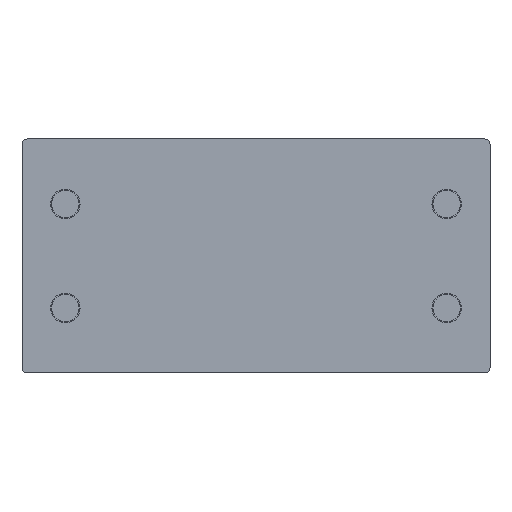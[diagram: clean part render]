
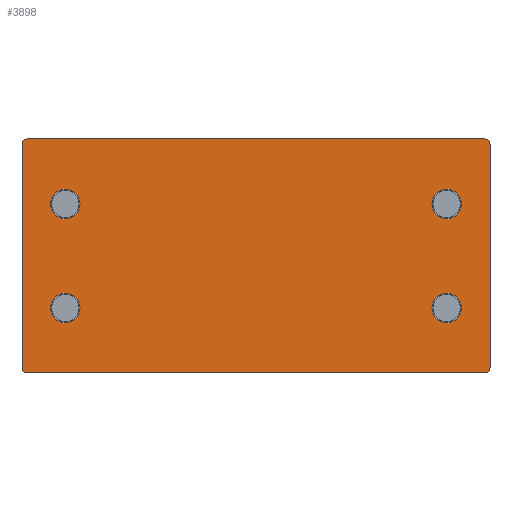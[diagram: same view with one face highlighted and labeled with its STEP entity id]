
A CAD part, front view. The second image highlights one B-rep face of the part: STEP entity #3898.
In plain terms, the highlighted planar face has unit normal (0, -1, 0).
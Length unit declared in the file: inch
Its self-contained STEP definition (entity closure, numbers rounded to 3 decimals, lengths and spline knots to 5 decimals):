
#110 = EDGE_LOOP ( 'NONE', ( #1195, #1740 ) ) ;
#131 = CARTESIAN_POINT ( 'NONE',  ( -5.19685, 0., 2.53937 ) ) ;
#196 = VERTEX_POINT ( 'NONE', #2107 ) ;
#310 = ORIENTED_EDGE ( 'NONE', *, *, #2796, .T. ) ;
#317 = CARTESIAN_POINT ( 'NONE',  ( -4.33071, 0., 1.1811 ) ) ;
#332 = ORIENTED_EDGE ( 'NONE', *, *, #2879, .T. ) ;
#359 = AXIS2_PLACEMENT_3D ( 'NONE', #5576, #6571, #3341 ) ;
#458 = VERTEX_POINT ( 'NONE', #2932 ) ;
#644 = CIRCLE ( 'NONE', #6831, 0.33465 ) ;
#666 = DIRECTION ( 'NONE',  ( 0., 1., 0. ) ) ;
#691 = VERTEX_POINT ( 'NONE', #2356 ) ;
#701 = PLANE ( 'NONE',  #5652 ) ;
#719 = DIRECTION ( 'NONE',  ( 0., 0., 1. ) ) ;
#724 = DIRECTION ( 'NONE',  ( 0., 0., -1. ) ) ;
#798 = AXIS2_PLACEMENT_3D ( 'NONE', #5415, #2179, #5938 ) ;
#840 = AXIS2_PLACEMENT_3D ( 'NONE', #1274, #2303, #6589 ) ;
#854 = DIRECTION ( 'NONE',  ( 0., 1., 0. ) ) ;
#861 = EDGE_LOOP ( 'NONE', ( #5555, #3105 ) ) ;
#876 = CARTESIAN_POINT ( 'NONE',  ( -5.31496, 0., 2.65748 ) ) ;
#884 = EDGE_CURVE ( 'NONE', #196, #2144, #3657, .T. ) ;
#898 = DIRECTION ( 'NONE',  ( 1., 0., 0. ) ) ;
#905 = FACE_BOUND ( 'NONE', #861, .T. ) ;
#906 = CARTESIAN_POINT ( 'NONE',  ( 5.19685, 0., 2.65748 ) ) ;
#1041 = CARTESIAN_POINT ( 'NONE',  ( -4.33071, 0., -1.1811 ) ) ;
#1078 = FACE_BOUND ( 'NONE', #110, .T. ) ;
#1091 = CARTESIAN_POINT ( 'NONE',  ( 4.33071, 0., -1.51575 ) ) ;
#1162 = FACE_BOUND ( 'NONE', #4453, .T. ) ;
#1181 = EDGE_CURVE ( 'NONE', #3262, #6798, #4058, .T. ) ;
#1195 = ORIENTED_EDGE ( 'NONE', *, *, #4491, .T. ) ;
#1206 = DIRECTION ( 'NONE',  ( 0., 0., -1. ) ) ;
#1243 = DIRECTION ( 'NONE',  ( 0., -1., 0. ) ) ;
#1274 = CARTESIAN_POINT ( 'NONE',  ( 4.33071, 0., 1.1811 ) ) ;
#1275 = EDGE_CURVE ( 'NONE', #5835, #2175, #4838, .T. ) ;
#1292 = AXIS2_PLACEMENT_3D ( 'NONE', #1654, #6511, #3794 ) ;
#1302 = AXIS2_PLACEMENT_3D ( 'NONE', #2643, #6422, #5278 ) ;
#1317 = EDGE_CURVE ( 'NONE', #2175, #5835, #2301, .T. ) ;
#1429 = VECTOR ( 'NONE', #2023, 39.37008 ) ;
#1459 = CARTESIAN_POINT ( 'NONE',  ( 5.31496, 0., 2.65748 ) ) ;
#1539 = AXIS2_PLACEMENT_3D ( 'NONE', #1041, #4842, #6963 ) ;
#1568 = CIRCLE ( 'NONE', #5453, 0.11811 ) ;
#1580 = AXIS2_PLACEMENT_3D ( 'NONE', #6590, #666, #4444 ) ;
#1654 = CARTESIAN_POINT ( 'NONE',  ( 4.33071, 0., -1.1811 ) ) ;
#1655 = ORIENTED_EDGE ( 'NONE', *, *, #2960, .T. ) ;
#1740 = ORIENTED_EDGE ( 'NONE', *, *, #4194, .T. ) ;
#1763 = CIRCLE ( 'NONE', #1292, 0.33465 ) ;
#1817 = ORIENTED_EDGE ( 'NONE', *, *, #6129, .F. ) ;
#1953 = CARTESIAN_POINT ( 'NONE',  ( -5.31496, 0., -2.65748 ) ) ;
#2023 = DIRECTION ( 'NONE',  ( -1., 0., 0. ) ) ;
#2107 = CARTESIAN_POINT ( 'NONE',  ( 5.31496, 0., 2.53937 ) ) ;
#2144 = VERTEX_POINT ( 'NONE', #4154 ) ;
#2149 = VERTEX_POINT ( 'NONE', #906 ) ;
#2175 = VERTEX_POINT ( 'NONE', #4178 ) ;
#2179 = DIRECTION ( 'NONE',  ( 0., 1., 0. ) ) ;
#2253 = EDGE_LOOP ( 'NONE', ( #4241, #6048, #4448, #1655, #3220, #3668, #1817, #6280 ) ) ;
#2301 = CIRCLE ( 'NONE', #5644, 0.33465 ) ;
#2303 = DIRECTION ( 'NONE',  ( 0., 1., 0. ) ) ;
#2356 = CARTESIAN_POINT ( 'NONE',  ( -4.33071, 0., -0.84646 ) ) ;
#2374 = CARTESIAN_POINT ( 'NONE',  ( -4.33071, 0., -1.1811 ) ) ;
#2554 = EDGE_CURVE ( 'NONE', #6077, #2144, #6581, .T. ) ;
#2643 = CARTESIAN_POINT ( 'NONE',  ( 5.19685, 0., 2.53937 ) ) ;
#2659 = EDGE_LOOP ( 'NONE', ( #4612, #3925 ) ) ;
#2672 = VECTOR ( 'NONE', #719, 39.37008 ) ;
#2673 = CARTESIAN_POINT ( 'NONE',  ( -5.31496, 0., -2.53937 ) ) ;
#2694 = EDGE_CURVE ( 'NONE', #2769, #2149, #6834, .T. ) ;
#2769 = VERTEX_POINT ( 'NONE', #4602 ) ;
#2796 = EDGE_CURVE ( 'NONE', #2873, #5541, #1763, .T. ) ;
#2811 = AXIS2_PLACEMENT_3D ( 'NONE', #131, #4362, #6005 ) ;
#2873 = VERTEX_POINT ( 'NONE', #1091 ) ;
#2879 = EDGE_CURVE ( 'NONE', #5541, #2873, #3537, .T. ) ;
#2932 = CARTESIAN_POINT ( 'NONE',  ( -5.19685, 0., -2.65748 ) ) ;
#2959 = CARTESIAN_POINT ( 'NONE',  ( -5.19685, 0., -2.53937 ) ) ;
#2960 = EDGE_CURVE ( 'NONE', #2769, #3574, #3209, .T. ) ;
#2983 = CARTESIAN_POINT ( 'NONE',  ( 4.33071, 0., -0.84646 ) ) ;
#3105 = ORIENTED_EDGE ( 'NONE', *, *, #1275, .T. ) ;
#3209 = CIRCLE ( 'NONE', #2811, 0.11811 ) ;
#3214 = VECTOR ( 'NONE', #898, 39.37008 ) ;
#3220 = ORIENTED_EDGE ( 'NONE', *, *, #5536, .F. ) ;
#3262 = VERTEX_POINT ( 'NONE', #3638 ) ;
#3309 = VECTOR ( 'NONE', #5194, 39.37008 ) ;
#3341 = DIRECTION ( 'NONE',  ( 0., 0., 1. ) ) ;
#3401 = DIRECTION ( 'NONE',  ( 0., -1., 0. ) ) ;
#3411 = CARTESIAN_POINT ( 'NONE',  ( 5.19685, 0., -2.65748 ) ) ;
#3432 = FACE_OUTER_BOUND ( 'NONE', #2253, .T. ) ;
#3537 = CIRCLE ( 'NONE', #798, 0.33465 ) ;
#3574 = VERTEX_POINT ( 'NONE', #6257 ) ;
#3613 = EDGE_CURVE ( 'NONE', #196, #2149, #6230, .T. ) ;
#3627 = LINE ( 'NONE', #1953, #1429 ) ;
#3638 = CARTESIAN_POINT ( 'NONE',  ( 4.33071, 0., 0.84646 ) ) ;
#3657 = LINE ( 'NONE', #1459, #3309 ) ;
#3668 = ORIENTED_EDGE ( 'NONE', *, *, #5457, .T. ) ;
#3794 = DIRECTION ( 'NONE',  ( 0., 0., 1. ) ) ;
#3898 = ADVANCED_FACE ( 'NONE', ( #905, #1162, #4021, #1078, #3432 ), #701, .T. ) ;
#3925 = ORIENTED_EDGE ( 'NONE', *, *, #1181, .T. ) ;
#4021 = FACE_BOUND ( 'NONE', #2659, .T. ) ;
#4058 = CIRCLE ( 'NONE', #359, 0.33465 ) ;
#4154 = CARTESIAN_POINT ( 'NONE',  ( 5.31496, 0., -2.53937 ) ) ;
#4178 = CARTESIAN_POINT ( 'NONE',  ( -4.33071, 0., 1.51575 ) ) ;
#4190 = AXIS2_PLACEMENT_3D ( 'NONE', #6176, #3401, #724 ) ;
#4194 = EDGE_CURVE ( 'NONE', #4407, #691, #5724, .T. ) ;
#4241 = ORIENTED_EDGE ( 'NONE', *, *, #884, .F. ) ;
#4254 = CIRCLE ( 'NONE', #840, 0.33465 ) ;
#4352 = CARTESIAN_POINT ( 'NONE',  ( -4.33071, 0., 0.84646 ) ) ;
#4362 = DIRECTION ( 'NONE',  ( 0., -1., 0. ) ) ;
#4407 = VERTEX_POINT ( 'NONE', #4891 ) ;
#4444 = DIRECTION ( 'NONE',  ( 0., 0., 1. ) ) ;
#4448 = ORIENTED_EDGE ( 'NONE', *, *, #2694, .F. ) ;
#4453 = EDGE_LOOP ( 'NONE', ( #332, #310 ) ) ;
#4491 = EDGE_CURVE ( 'NONE', #691, #4407, #644, .T. ) ;
#4602 = CARTESIAN_POINT ( 'NONE',  ( -5.19685, 0., 2.65748 ) ) ;
#4608 = DIRECTION ( 'NONE',  ( 0., 0., 1. ) ) ;
#4612 = ORIENTED_EDGE ( 'NONE', *, *, #6493, .T. ) ;
#4838 = CIRCLE ( 'NONE', #1580, 0.33465 ) ;
#4842 = DIRECTION ( 'NONE',  ( 0., 1., 0. ) ) ;
#4891 = CARTESIAN_POINT ( 'NONE',  ( -4.33071, 0., -1.51575 ) ) ;
#5043 = DIRECTION ( 'NONE',  ( 0., 0., 1. ) ) ;
#5070 = DIRECTION ( 'NONE',  ( 0., 1., 0. ) ) ;
#5194 = DIRECTION ( 'NONE',  ( 0., 0., -1. ) ) ;
#5278 = DIRECTION ( 'NONE',  ( 0., 0., -1. ) ) ;
#5415 = CARTESIAN_POINT ( 'NONE',  ( 4.33071, 0., -1.1811 ) ) ;
#5453 = AXIS2_PLACEMENT_3D ( 'NONE', #2959, #1243, #6144 ) ;
#5457 = EDGE_CURVE ( 'NONE', #6179, #458, #1568, .T. ) ;
#5536 = EDGE_CURVE ( 'NONE', #6179, #3574, #6704, .T. ) ;
#5541 = VERTEX_POINT ( 'NONE', #2983 ) ;
#5555 = ORIENTED_EDGE ( 'NONE', *, *, #1317, .T. ) ;
#5576 = CARTESIAN_POINT ( 'NONE',  ( 4.33071, 0., 1.1811 ) ) ;
#5589 = DIRECTION ( 'NONE',  ( 0., -1., 0. ) ) ;
#5644 = AXIS2_PLACEMENT_3D ( 'NONE', #317, #854, #4608 ) ;
#5652 = AXIS2_PLACEMENT_3D ( 'NONE', #6562, #5589, #1206 ) ;
#5659 = CARTESIAN_POINT ( 'NONE',  ( -5.31496, 0., 2.65748 ) ) ;
#5724 = CIRCLE ( 'NONE', #1539, 0.33465 ) ;
#5835 = VERTEX_POINT ( 'NONE', #4352 ) ;
#5938 = DIRECTION ( 'NONE',  ( 0., 0., 1. ) ) ;
#6005 = DIRECTION ( 'NONE',  ( 0., 0., -1. ) ) ;
#6048 = ORIENTED_EDGE ( 'NONE', *, *, #3613, .T. ) ;
#6077 = VERTEX_POINT ( 'NONE', #3411 ) ;
#6129 = EDGE_CURVE ( 'NONE', #6077, #458, #3627, .T. ) ;
#6144 = DIRECTION ( 'NONE',  ( 0., 0., -1. ) ) ;
#6176 = CARTESIAN_POINT ( 'NONE',  ( 5.19685, 0., -2.53937 ) ) ;
#6179 = VERTEX_POINT ( 'NONE', #2673 ) ;
#6230 = CIRCLE ( 'NONE', #1302, 0.11811 ) ;
#6257 = CARTESIAN_POINT ( 'NONE',  ( -5.31496, 0., 2.53937 ) ) ;
#6280 = ORIENTED_EDGE ( 'NONE', *, *, #2554, .T. ) ;
#6371 = CARTESIAN_POINT ( 'NONE',  ( 4.33071, 0., 1.51575 ) ) ;
#6422 = DIRECTION ( 'NONE',  ( 0., -1., 0. ) ) ;
#6493 = EDGE_CURVE ( 'NONE', #6798, #3262, #4254, .T. ) ;
#6511 = DIRECTION ( 'NONE',  ( 0., 1., 0. ) ) ;
#6562 = CARTESIAN_POINT ( 'NONE',  ( 0., 0., 0. ) ) ;
#6571 = DIRECTION ( 'NONE',  ( 0., 1., 0. ) ) ;
#6581 = CIRCLE ( 'NONE', #4190, 0.11811 ) ;
#6589 = DIRECTION ( 'NONE',  ( 0., 0., 1. ) ) ;
#6590 = CARTESIAN_POINT ( 'NONE',  ( -4.33071, 0., 1.1811 ) ) ;
#6704 = LINE ( 'NONE', #5659, #2672 ) ;
#6798 = VERTEX_POINT ( 'NONE', #6371 ) ;
#6831 = AXIS2_PLACEMENT_3D ( 'NONE', #2374, #5070, #5043 ) ;
#6834 = LINE ( 'NONE', #876, #3214 ) ;
#6963 = DIRECTION ( 'NONE',  ( 0., 0., 1. ) ) ;
